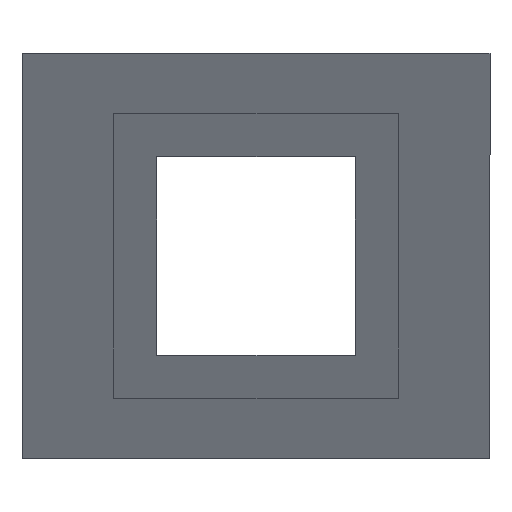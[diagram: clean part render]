
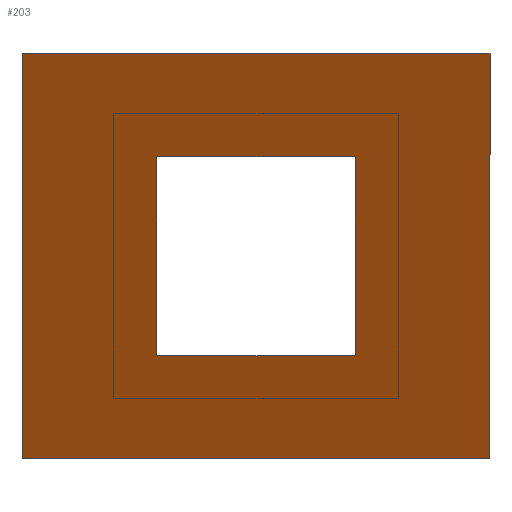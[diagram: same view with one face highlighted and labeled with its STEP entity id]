
A CAD part, front view. The second image highlights one B-rep face of the part: STEP entity #203.
In plain terms, the highlighted planar face has unit normal (0, -0.866, -0.5).
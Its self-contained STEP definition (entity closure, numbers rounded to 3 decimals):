
#131 = VERTEX_POINT ( 'NONE', #574 ) ;
#133 = EDGE_CURVE ( 'NONE', #134, #131, #573, .T. ) ;
#134 = VERTEX_POINT ( 'NONE', #569 ) ;
#146 = EDGE_CURVE ( 'NONE', #224, #147, #611, .T. ) ;
#147 = VERTEX_POINT ( 'NONE', #607 ) ;
#182 = VERTEX_POINT ( 'NONE', #614 ) ;
#184 = EDGE_CURVE ( 'NONE', #185, #182, #613, .T. ) ;
#185 = VERTEX_POINT ( 'NONE', #674 ) ;
#187 = EDGE_LOOP ( 'NONE', ( #188, #189, #190, #191 ) ) ;
#188 = ORIENTED_EDGE ( 'NONE', *, *, #146, .F. ) ;
#189 = ORIENTED_EDGE ( 'NONE', *, *, #211, .F. ) ;
#190 = ORIENTED_EDGE ( 'NONE', *, *, #194, .F. ) ;
#191 = ORIENTED_EDGE ( 'NONE', *, *, #201, .F. ) ;
#194 = EDGE_CURVE ( 'NONE', #218, #209, #667, .T. ) ;
#201 = EDGE_CURVE ( 'NONE', #147, #218, #660, .T. ) ;
#203 = ADVANCED_FACE ( 'NONE', ( #653, #652 ), #651, .T. ) ;
#204 = EDGE_LOOP ( 'NONE', ( #205, #206, #260, #261 ) ) ;
#205 = ORIENTED_EDGE ( 'NONE', *, *, #184, .T. ) ;
#206 = ORIENTED_EDGE ( 'NONE', *, *, #259, .T. ) ;
#209 = VERTEX_POINT ( 'NONE', #707 ) ;
#211 = EDGE_CURVE ( 'NONE', #209, #224, #706, .T. ) ;
#218 = VERTEX_POINT ( 'NONE', #692 ) ;
#224 = VERTEX_POINT ( 'NONE', #681 ) ;
#259 = EDGE_CURVE ( 'NONE', #182, #134, #766, .T. ) ;
#260 = ORIENTED_EDGE ( 'NONE', *, *, #133, .T. ) ;
#261 = ORIENTED_EDGE ( 'NONE', *, *, #262, .T. ) ;
#262 = EDGE_CURVE ( 'NONE', #131, #185, #762, .T. ) ;
#569 = CARTESIAN_POINT ( 'NONE',  ( 162.5, -228.919, 394.5 ) ) ;
#570 = DIRECTION ( 'NONE',  ( 0., 0.5, -0.866 ) ) ;
#571 = VECTOR ( 'NONE', #570, 1000. ) ;
#572 = CARTESIAN_POINT ( 'NONE',  ( 162.5, -41.281, 69.5 ) ) ;
#573 = LINE ( 'NONE', #572, #571 ) ;
#574 = CARTESIAN_POINT ( 'NONE',  ( 162.5, -41.281, 69.5 ) ) ;
#607 = CARTESIAN_POINT ( 'NONE',  ( 382.5, 56.15, -99.255 ) ) ;
#608 = DIRECTION ( 'NONE',  ( 0., 0.5, -0.866 ) ) ;
#609 = VECTOR ( 'NONE', #608, 1000. ) ;
#610 = CARTESIAN_POINT ( 'NONE',  ( 382.5, 56.15, -99.255 ) ) ;
#611 = LINE ( 'NONE', #610, #609 ) ;
#612 = CARTESIAN_POINT ( 'NONE',  ( -162.5, -228.919, 394.5 ) ) ;
#613 = LINE ( 'NONE', #612, #676 ) ;
#614 = CARTESIAN_POINT ( 'NONE',  ( -162.5, -228.919, 394.5 ) ) ;
#647 = DIRECTION ( 'NONE',  ( 0., 0.5, -0.866 ) ) ;
#648 = DIRECTION ( 'NONE',  ( 0., -0.866, -0.5 ) ) ;
#649 = CARTESIAN_POINT ( 'NONE',  ( 382.5, -326.35, 563.255 ) ) ;
#650 = AXIS2_PLACEMENT_3D ( 'NONE', #649, #648, #647 ) ;
#651 = PLANE ( 'NONE',  #650 ) ;
#652 = FACE_OUTER_BOUND ( 'NONE', #187, .T. ) ;
#653 = FACE_BOUND ( 'NONE', #204, .T. ) ;
#654 = DIRECTION ( 'NONE',  ( -1., 0., 0. ) ) ;
#655 = VECTOR ( 'NONE', #654, 1000. ) ;
#656 = CARTESIAN_POINT ( 'NONE',  ( 382.5, 56.15, -99.255 ) ) ;
#660 = LINE ( 'NONE', #656, #655 ) ;
#664 = DIRECTION ( 'NONE',  ( 0., -0.5, 0.866 ) ) ;
#665 = VECTOR ( 'NONE', #664, 1000. ) ;
#666 = CARTESIAN_POINT ( 'NONE',  ( -382.5, 56.15, -99.255 ) ) ;
#667 = LINE ( 'NONE', #666, #665 ) ;
#674 = CARTESIAN_POINT ( 'NONE',  ( -162.5, -41.281, 69.5 ) ) ;
#675 = DIRECTION ( 'NONE',  ( 0., -0.5, 0.866 ) ) ;
#676 = VECTOR ( 'NONE', #675, 1000. ) ;
#681 = CARTESIAN_POINT ( 'NONE',  ( 382.5, -326.35, 563.255 ) ) ;
#692 = CARTESIAN_POINT ( 'NONE',  ( -382.5, 56.15, -99.255 ) ) ;
#703 = DIRECTION ( 'NONE',  ( 1., 0., 0. ) ) ;
#704 = VECTOR ( 'NONE', #703, 1000. ) ;
#705 = CARTESIAN_POINT ( 'NONE',  ( 382.5, -326.35, 563.255 ) ) ;
#706 = LINE ( 'NONE', #705, #704 ) ;
#707 = CARTESIAN_POINT ( 'NONE',  ( -382.5, -326.35, 563.255 ) ) ;
#759 = DIRECTION ( 'NONE',  ( -1., 0., 0. ) ) ;
#760 = VECTOR ( 'NONE', #759, 1000. ) ;
#761 = CARTESIAN_POINT ( 'NONE',  ( -162.5, -41.281, 69.5 ) ) ;
#762 = LINE ( 'NONE', #761, #760 ) ;
#763 = DIRECTION ( 'NONE',  ( 1., 0., 0. ) ) ;
#764 = VECTOR ( 'NONE', #763, 1000. ) ;
#765 = CARTESIAN_POINT ( 'NONE',  ( 162.5, -228.919, 394.5 ) ) ;
#766 = LINE ( 'NONE', #765, #764 ) ;
